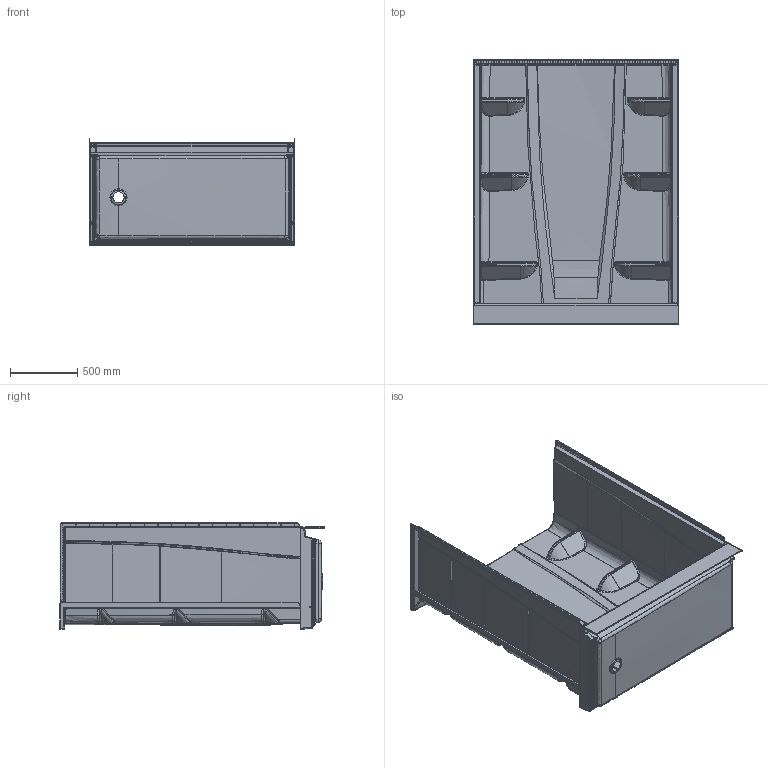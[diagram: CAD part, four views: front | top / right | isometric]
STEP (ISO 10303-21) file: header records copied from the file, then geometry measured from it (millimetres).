
FILE_DESCRIPTION (( 'STEP AP214' ), '1' );
FILE_NAME ('6030CSL.STEP', '2023-06-07T18:06:24', ( '' ), ( '' ), 'SwSTEP 2.0', 'SolidWorks 2020', '' );
FILE_SCHEMA (( 'AUTOMOTIVE_DESIGN' ));
Length unit declared in the file: inch
Products named in the file (5): 2374CSWR; 6074CBW; 6030CSL; 2374CSWL; 6030CPANL
Assembly tree (4 placements, depth 2):
  6030CSL
    6030CPANL
    6074CBW
    2374CSWL
    2374CSWR
Bounding box: 1524 x 1964.74 x 791.13 mm (x, y, z)
Volume: 26276679.4 mm3; surface area: 16633524.9 mm2
Topology: 4 solids, 4 shells, 2585 faces, 6188 edges, 3725 vertices
Faces by surface type: bspline 928, cylinder 666, plane 535, sphere 416, torus 26, cone 14
Entity records: 118010 total; most frequent: CARTESIAN_POINT 65722, ORIENTED_EDGE 12216, DIRECTION 9236, EDGE_CURVE 6108, VERTEX_POINT 3725, AXIS2_PLACEMENT_3D 3627, EDGE_LOOP 2781, FACE_OUTER_BOUND 2585
